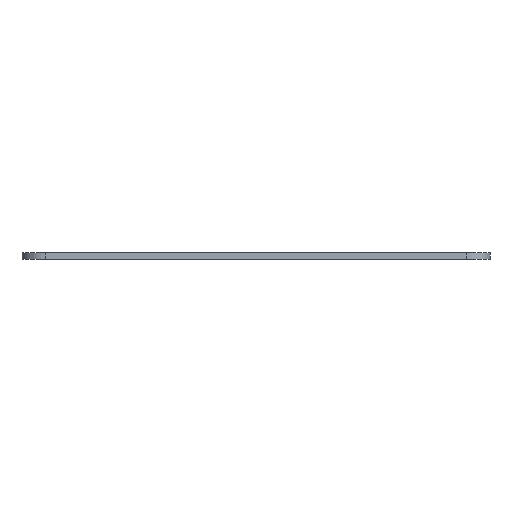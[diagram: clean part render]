
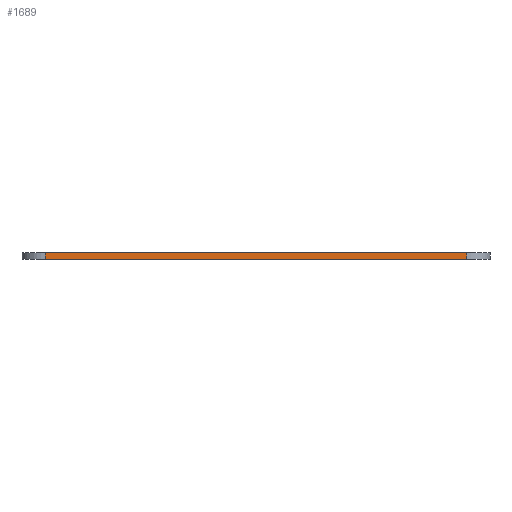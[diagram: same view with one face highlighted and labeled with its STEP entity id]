
A CAD part, front view. The second image highlights one B-rep face of the part: STEP entity #1689.
In plain terms, the highlighted planar face has unit normal (0, -1, 0).
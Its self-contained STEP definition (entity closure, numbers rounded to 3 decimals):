
#51=PLANE('',#1835);
#103=FACE_OUTER_BOUND('',#202,.T.);
#202=EDGE_LOOP('',(#1273,#1274,#1275,#1276));
#319=LINE('',#2539,#491);
#353=LINE('',#2677,#525);
#355=LINE('',#2681,#527);
#356=LINE('',#2682,#528);
#491=VECTOR('',#2027,10.);
#525=VECTOR('',#2133,10.);
#527=VECTOR('',#2137,10.);
#528=VECTOR('',#2138,10.);
#740=VERTEX_POINT('',#2536);
#741=VERTEX_POINT('',#2538);
#809=VERTEX_POINT('',#2675);
#810=VERTEX_POINT('',#2680);
#922=EDGE_CURVE('',#740,#741,#319,.T.);
#991=EDGE_CURVE('',#809,#740,#353,.T.);
#993=EDGE_CURVE('',#810,#809,#355,.T.);
#994=EDGE_CURVE('',#741,#810,#356,.T.);
#1273=ORIENTED_EDGE('',*,*,#991,.F.);
#1274=ORIENTED_EDGE('',*,*,#993,.F.);
#1275=ORIENTED_EDGE('',*,*,#994,.F.);
#1276=ORIENTED_EDGE('',*,*,#922,.F.);
#1689=ADVANCED_FACE('',(#103),#51,.T.);
#1835=AXIS2_PLACEMENT_3D('',#2679,#2135,#2136);
#2027=DIRECTION('',(-1.,0.,0.));
#2133=DIRECTION('',(0.,0.,-1.));
#2135=DIRECTION('center_axis',(0.,-1.,0.));
#2136=DIRECTION('ref_axis',(1.,0.,0.));
#2137=DIRECTION('',(1.,0.,0.));
#2138=DIRECTION('',(0.,0.,1.));
#2536=CARTESIAN_POINT('',(84.067,-49.996,0.));
#2538=CARTESIAN_POINT('',(-6.896,-49.996,0.));
#2539=CARTESIAN_POINT('',(89.067,-49.996,0.));
#2675=CARTESIAN_POINT('',(84.067,-49.996,1.5));
#2677=CARTESIAN_POINT('',(84.067,-49.996,0.));
#2679=CARTESIAN_POINT('Origin',(-11.896,-49.996,0.));
#2680=CARTESIAN_POINT('',(-6.896,-49.996,1.5));
#2681=CARTESIAN_POINT('',(89.067,-49.996,1.5));
#2682=CARTESIAN_POINT('',(-6.896,-49.996,0.));
